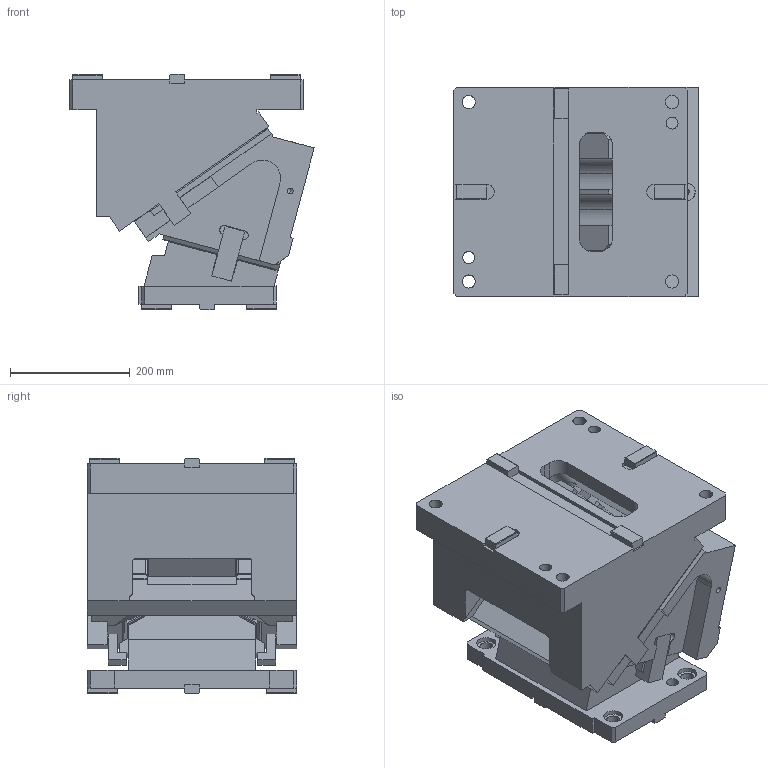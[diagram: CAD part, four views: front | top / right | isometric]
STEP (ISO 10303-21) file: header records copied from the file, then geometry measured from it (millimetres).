
FILE_DESCRIPTION(('CATIA V5 STEP Exchange'),'2;1');
FILE_NAME('CACV_350_15.stp','2015-04-24T14:18:17+00:00',('none'),('none'),'CATIA Version 5 Release 19 SP 2 (IN-10)','CATIA V5 STEP AP203','none');
FILE_SCHEMA(('CONFIG_CONTROL_DESIGN'));
Length unit declared in the file: millimetre
Products named in the file (1): CACV_350_15
Bounding box: 408.6 x 350 x 393 mm (x, y, z)
Volume: 31807309 mm3; surface area: 1414574.8 mm2
Topology: 3 solids, 5 shells, 583 faces, 1712 edges, 1135 vertices
Faces by surface type: plane 407, cylinder 148, extrusion 12, cone 10, bspline 4, torus 2
Entity records: 20031 total; most frequent: CARTESIAN_POINT 5026, ORIENTED_EDGE 3404, DIRECTION 2572, EDGE_CURVE 1702, VECTOR 1387, LINE 1375, VERTEX_POINT 1135, AXIS2_PLACEMENT_3D 684
